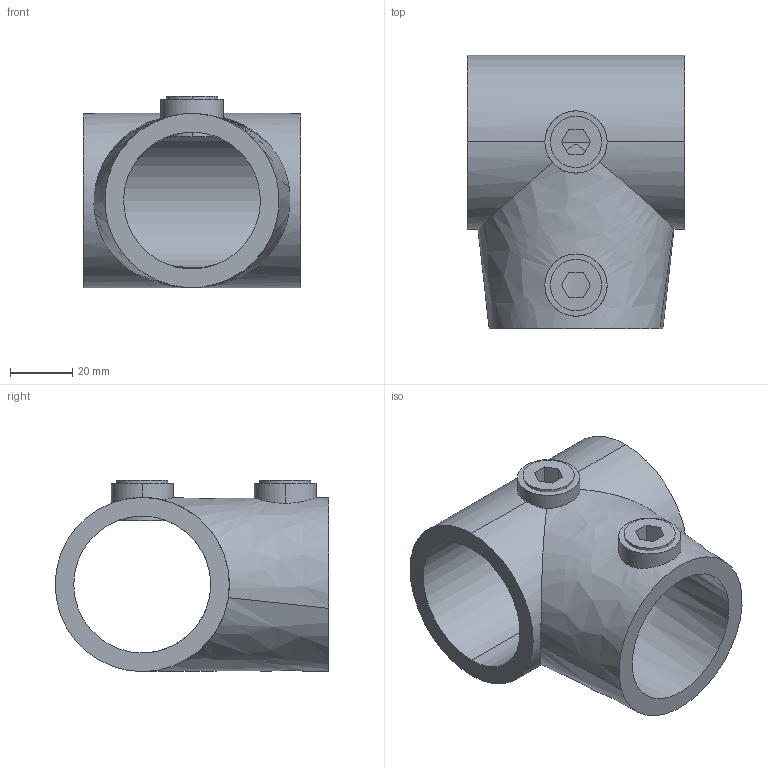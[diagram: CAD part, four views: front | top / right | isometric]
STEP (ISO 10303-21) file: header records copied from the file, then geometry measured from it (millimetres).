
FILE_DESCRIPTION (( 'STEP AP203' ), '1' );
FILE_NAME ('153-C42.step', '2015-09-17T16:23:05', ( '' ), ( '' ), 'SwSTEP 2.0', 'SolidWorks 2015', '' );
FILE_SCHEMA (( 'CONFIG_CONTROL_DESIGN' ));
Length unit declared in the file: millimetre
Products named in the file (3): 153-C42 Teil2_Zeichnung; 153-C42; 153-C42 Teil1_Zeichnung
Assembly tree (3 placements, depth 2):
  153-C42
    153-C42 Teil1_Zeichnung
    153-C42 Teil2_Zeichnung  x2
Bounding box: 70 x 88 x 61.5 mm (x, y, z)
Volume: 95253.2 mm3; surface area: 37125.5 mm2
Topology: 3 solids, 3 shells, 41 faces, 104 edges, 68 vertices
Faces by surface type: plane 21, cylinder 16, bspline 4
Entity records: 2728 total; most frequent: CARTESIAN_POINT 1658, ORIENTED_EDGE 160, DIRECTION 144, EDGE_CURVE 80, AXIS2_PLACEMENT_3D 55, VERTEX_POINT 52, EDGE_LOOP 40, VECTOR 34
